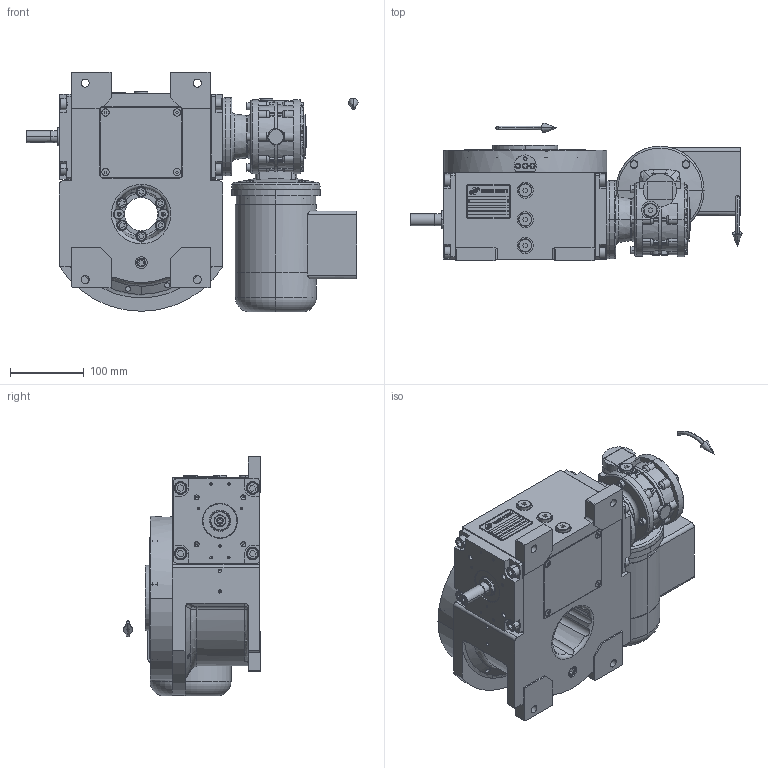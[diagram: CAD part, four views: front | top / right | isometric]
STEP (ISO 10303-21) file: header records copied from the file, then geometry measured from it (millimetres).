
FILE_DESCRIPTION (( 'STEP AP203' ), '1' );
FILE_NAME ('PC5200594.step', '2024-09-04T14:23:59', ( '' ), ( '' ), 'SwSTEP 2.0', 'SolidWorks 2020', '' );
FILE_SCHEMA (( 'CONFIG_CONTROL_DESIGN' ));
Length unit declared in the file: millimetre
Products named in the file (82): rig06_016; CFN2010_02_002.stp; PC5200594; RIG06_005_ASM.stp; cfn2000_01_124; cfn2000_01_103; cfn2107_01_001; rig06_071_08_m_asm.stp; cfn2000_01_126; cfn2104_01_016; AS_900_38_30_003; cfn2077_01_018; cfn2115_02_178; rig06_004_s_001; AS_rig06_017; freccia_angolare_albero; CFN2223_01-570X6-B.stp; cfn2205_01_013; cfn2003_01_054; CFN2010_01_012.stp; CFN2356_03_047.stp; 9004_2512; cfn2000_01_161; cfn2155_01_056; rig06_001_a; AS_rig06_004; cfn2276_01_074; cfn2128_19_002; M56B5; freccia_angolare; rig06_007_master; olio_agip_blasia_150; cfn2151_01_109; CFN2000_01_185.stp; cfn2115_02_165; cfn2158_01_011; cfn2155_01_303; RIG06_021_AF0.stp; AS_rig06_004_s_001; rig06_004 ...
Assembly tree (74 placements, depth 5):
  PC5200594
    rig06_001_a
    AS_cfn2476_01_002_60x46
      cfn2476_01_002_60x46
      cfn2107_01_001
      cfn2107_01_001
    AS_rig06_071_8_m
      rig06_071_08_m_asm.stp
        RIG06_005_ASM.stp
          RIG06_021_AF0.stp
          CFN2000_01_185.stp
          CFN2000_01_185.stp
          CFN2104_02_017.stp
        CFN2010_02_002.stp
      rig06_005_n_01
      rig06_003_8
      cfn2104_01_016  x2
      cfn2000_01_124
      cfn2000_01_124  x6
      cfn2000_01_124
      cfn2000_01_124
      cfn2000_01_124
      cfn2155_01_303
    AS_rig06_017
      rig06_017
      cfn2158_01_011
      cfn2000_01_126
      cfn2000_01_126
      cfn2000_01_126
      cfn2000_01_126
      cfn2000_01_126
      cfn2000_01_126
    AS_rig06_004
      rig06_004
      cfn2070_05_005
      cfn2000_01_103
      cfn2000_01_103
      cfn2000_01_103
      cfn2000_01_103
      cfn2155_01_056
    AS_rig06_004_s_001
      rig06_004_s_001
      cfn2070_05_005
      cfn2000_01_103
      cfn2000_01_103
      cfn2000_01_103
      cfn2000_01_103
      cfn2155_01_056
    AS_rig06_002_bl_022
      rig06_002_bl_022
      cfn2115_02_178
    9004_2512
    cfn2128_04_004
    cfn2128_04_004
    cfn2128_04_004
    cfn2128_19_002
    AS_rig06_016
      rig06_016
      cfn2003_01_054
      cfn2003_01_054
Bounding box: 451 x 187 x 326 mm (x, y, z)
Volume: 4979349.8 mm3; surface area: 1041036.3 mm2
Topology: 65 solids, 65 shells, 3262 faces, 8224 edges, 5258 vertices
Faces by surface type: plane 1549, cylinder 1097, cone 453, torus 134, bspline 23, sphere 6
Entity records: 114338 total; most frequent: CARTESIAN_POINT 29580, DIRECTION 16093, ORIENTED_EDGE 15696, EDGE_CURVE 7848, AXIS2_PLACEMENT_3D 5840, VERTEX_POINT 5077, VECTOR 4413, LINE 4413
